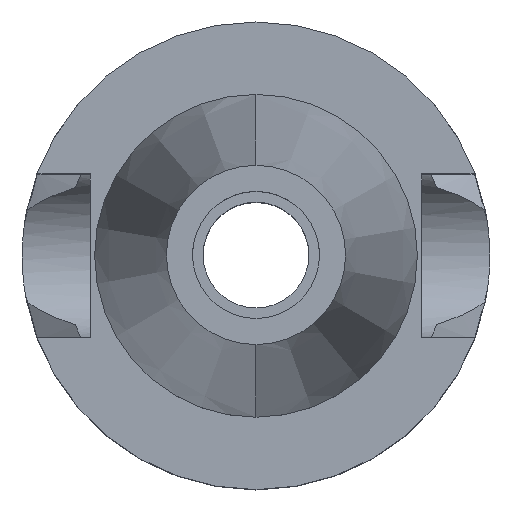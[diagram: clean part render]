
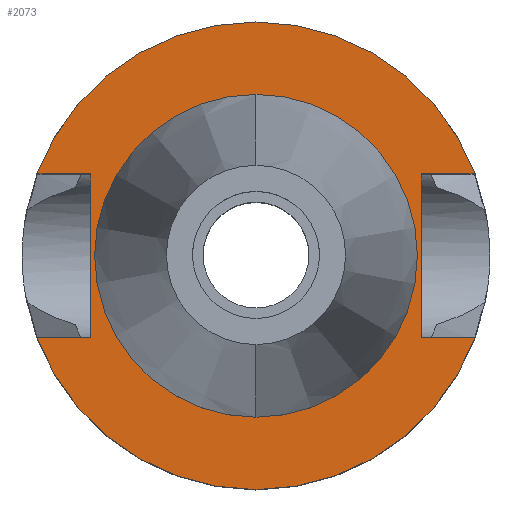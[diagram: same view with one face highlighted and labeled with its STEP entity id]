
A CAD part, top view. The second image highlights one B-rep face of the part: STEP entity #2073.
In plain terms, the highlighted planar face has unit normal (0, 0, 1).
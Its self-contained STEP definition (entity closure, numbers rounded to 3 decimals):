
#24 = CARTESIAN_POINT ( 'NONE',  ( 16.3, 8.05, -1. ) ) ;
#102 = ORIENTED_EDGE ( 'NONE', *, *, #1520, .F. ) ;
#133 = VECTOR ( 'NONE', #2855, 1000. ) ;
#145 = CIRCLE ( 'NONE', #2721, 23. ) ;
#173 = FACE_BOUND ( 'NONE', #1918, .T. ) ;
#189 = EDGE_CURVE ( 'NONE', #1669, #2317, #3010, .T. ) ;
#233 = DIRECTION ( 'NONE',  ( 0., -1., 0. ) ) ;
#238 = CARTESIAN_POINT ( 'NONE',  ( -16.3, 8.05, -1. ) ) ;
#240 = CARTESIAN_POINT ( 'NONE',  ( -16.3, 8.05, -1. ) ) ;
#291 = DIRECTION ( 'NONE',  ( 0., -1., 0. ) ) ;
#374 = DIRECTION ( 'NONE',  ( 0., 0., 1. ) ) ;
#408 = VERTEX_POINT ( 'NONE', #2548 ) ;
#473 = DIRECTION ( 'NONE',  ( 0., 0., 1. ) ) ;
#511 = EDGE_CURVE ( 'NONE', #856, #2983, #2619, .T. ) ;
#603 = EDGE_CURVE ( 'NONE', #1725, #2371, #1342, .T. ) ;
#605 = DIRECTION ( 'NONE',  ( 0., 1., 0. ) ) ;
#620 = VERTEX_POINT ( 'NONE', #240 ) ;
#635 = DIRECTION ( 'NONE',  ( 0., 0., -1. ) ) ;
#756 = EDGE_LOOP ( 'NONE', ( #2482, #1513, #846, #778, #2747, #2359, #1012, #102 ) ) ;
#768 = AXIS2_PLACEMENT_3D ( 'NONE', #851, #374, #840 ) ;
#778 = ORIENTED_EDGE ( 'NONE', *, *, #511, .F. ) ;
#783 = CARTESIAN_POINT ( 'NONE',  ( 21.545, 8.05, -1. ) ) ;
#838 = EDGE_CURVE ( 'NONE', #2983, #2907, #2389, .T. ) ;
#840 = DIRECTION ( 'NONE',  ( 0., -1., 0. ) ) ;
#846 = ORIENTED_EDGE ( 'NONE', *, *, #838, .F. ) ;
#851 = CARTESIAN_POINT ( 'NONE',  ( 0., 0., -1. ) ) ;
#852 = FACE_OUTER_BOUND ( 'NONE', #756, .T. ) ;
#856 = VERTEX_POINT ( 'NONE', #24 ) ;
#891 = EDGE_CURVE ( 'NONE', #2249, #408, #1927, .T. ) ;
#939 = LINE ( 'NONE', #2802, #1208 ) ;
#949 = CARTESIAN_POINT ( 'NONE',  ( -16.3, -8.05, -1. ) ) ;
#968 = CARTESIAN_POINT ( 'NONE',  ( -21.545, 8.05, -1. ) ) ;
#1012 = ORIENTED_EDGE ( 'NONE', *, *, #1333, .F. ) ;
#1045 = EDGE_CURVE ( 'NONE', #856, #2371, #939, .T. ) ;
#1101 = DIRECTION ( 'NONE',  ( 0., 0., -1. ) ) ;
#1152 = CARTESIAN_POINT ( 'NONE',  ( -16.3, -8.05, -1. ) ) ;
#1164 = DIRECTION ( 'NONE',  ( -1., 0., 0. ) ) ;
#1183 = EDGE_CURVE ( 'NONE', #408, #2249, #1984, .T. ) ;
#1189 = DIRECTION ( 'NONE',  ( 0., 1., 0. ) ) ;
#1208 = VECTOR ( 'NONE', #1641, 1000. ) ;
#1261 = ORIENTED_EDGE ( 'NONE', *, *, #1183, .F. ) ;
#1302 = AXIS2_PLACEMENT_3D ( 'NONE', #2780, #1101, #2751 ) ;
#1333 = EDGE_CURVE ( 'NONE', #620, #1725, #2322, .T. ) ;
#1342 = CIRCLE ( 'NONE', #1392, 23. ) ;
#1368 = CARTESIAN_POINT ( 'NONE',  ( 0., 0., -1. ) ) ;
#1392 = AXIS2_PLACEMENT_3D ( 'NONE', #2690, #635, #605 ) ;
#1513 = ORIENTED_EDGE ( 'NONE', *, *, #2796, .F. ) ;
#1520 = EDGE_CURVE ( 'NONE', #1669, #620, #2940, .T. ) ;
#1641 = DIRECTION ( 'NONE',  ( 1., 0., 0. ) ) ;
#1669 = VERTEX_POINT ( 'NONE', #949 ) ;
#1725 = VERTEX_POINT ( 'NONE', #968 ) ;
#1731 = CARTESIAN_POINT ( 'NONE',  ( 21.545, -8.05, -1. ) ) ;
#1763 = CARTESIAN_POINT ( 'NONE',  ( -16.3, -8.05, -1. ) ) ;
#1775 = VECTOR ( 'NONE', #291, 1000. ) ;
#1862 = CARTESIAN_POINT ( 'NONE',  ( 0., 0., -1. ) ) ;
#1881 = CARTESIAN_POINT ( 'NONE',  ( 16.3, -8.05, -1. ) ) ;
#1918 = EDGE_LOOP ( 'NONE', ( #2368, #1261 ) ) ;
#1927 = CIRCLE ( 'NONE', #2225, 15.875 ) ;
#1984 = CIRCLE ( 'NONE', #768, 15.875 ) ;
#2073 = ADVANCED_FACE ( 'NONE', ( #852, #173 ), #2323, .F. ) ;
#2225 = AXIS2_PLACEMENT_3D ( 'NONE', #1368, #473, #1189 ) ;
#2249 = VERTEX_POINT ( 'NONE', #2614 ) ;
#2266 = CARTESIAN_POINT ( 'NONE',  ( 16.3, -8.05, -1. ) ) ;
#2317 = VERTEX_POINT ( 'NONE', #2476 ) ;
#2318 = DIRECTION ( 'NONE',  ( 0., 0., -1. ) ) ;
#2322 = LINE ( 'NONE', #238, #2968 ) ;
#2323 = PLANE ( 'NONE',  #1302 ) ;
#2359 = ORIENTED_EDGE ( 'NONE', *, *, #603, .F. ) ;
#2368 = ORIENTED_EDGE ( 'NONE', *, *, #891, .F. ) ;
#2371 = VERTEX_POINT ( 'NONE', #783 ) ;
#2389 = LINE ( 'NONE', #1881, #133 ) ;
#2476 = CARTESIAN_POINT ( 'NONE',  ( -21.545, -8.05, -1. ) ) ;
#2482 = ORIENTED_EDGE ( 'NONE', *, *, #189, .T. ) ;
#2501 = DIRECTION ( 'NONE',  ( 0., 1., 0. ) ) ;
#2548 = CARTESIAN_POINT ( 'NONE',  ( 0., -15.875, -1. ) ) ;
#2614 = CARTESIAN_POINT ( 'NONE',  ( 0., 15.875, -1. ) ) ;
#2619 = LINE ( 'NONE', #2894, #1775 ) ;
#2690 = CARTESIAN_POINT ( 'NONE',  ( 0., 0., -1. ) ) ;
#2713 = VECTOR ( 'NONE', #2501, 1000. ) ;
#2721 = AXIS2_PLACEMENT_3D ( 'NONE', #1862, #2318, #233 ) ;
#2747 = ORIENTED_EDGE ( 'NONE', *, *, #1045, .T. ) ;
#2751 = DIRECTION ( 'NONE',  ( 0., -1., 0. ) ) ;
#2769 = DIRECTION ( 'NONE',  ( -1., 0., 0. ) ) ;
#2780 = CARTESIAN_POINT ( 'NONE',  ( 0., 0., -1. ) ) ;
#2796 = EDGE_CURVE ( 'NONE', #2907, #2317, #145, .T. ) ;
#2802 = CARTESIAN_POINT ( 'NONE',  ( 16.3, 8.05, -1. ) ) ;
#2855 = DIRECTION ( 'NONE',  ( 1., 0., 0. ) ) ;
#2894 = CARTESIAN_POINT ( 'NONE',  ( 16.3, 8.05, -1. ) ) ;
#2907 = VERTEX_POINT ( 'NONE', #1731 ) ;
#2940 = LINE ( 'NONE', #1763, #2713 ) ;
#2968 = VECTOR ( 'NONE', #1164, 1000. ) ;
#2983 = VERTEX_POINT ( 'NONE', #2266 ) ;
#3010 = LINE ( 'NONE', #1152, #3012 ) ;
#3012 = VECTOR ( 'NONE', #2769, 1000. ) ;
